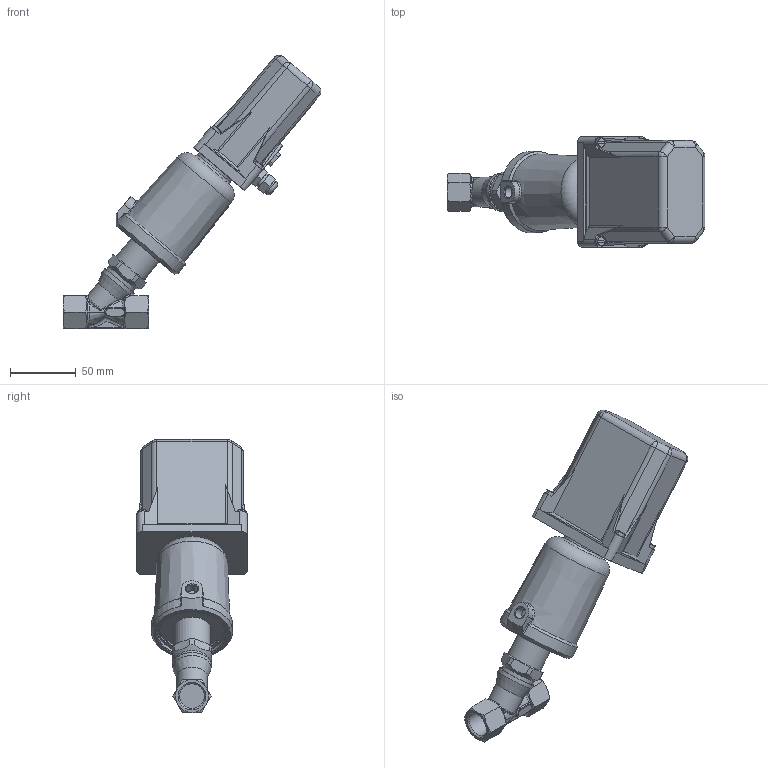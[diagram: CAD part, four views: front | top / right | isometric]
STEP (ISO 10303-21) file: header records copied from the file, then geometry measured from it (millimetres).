
FILE_DESCRIPTION( ( 'Unknown' ), '1' );
FILE_NAME( '7010-015V102020---H2M---J.stp', 'Unknown', ( 'Unknown' ), ( 'Unknown' ), 'PSStep 17.0.49', 'Unknown', ' ' );
FILE_SCHEMA( ( 'AUTOMOTIVE_DESIGN { 1 0 10303 214 1 1 1 1 }' ) );
Length unit declared in the file: millimetre
Products named in the file (5): Assem1; DN15 Gewinde; Kopfstück DN15; Kolbenantrieb D50-NC-AufZu; El Stellungsanzeige mit Verschraubungen
Assembly tree (4 placements, depth 2):
  Assem1
    DN15 Gewinde
    Kopfstück DN15
    Kolbenantrieb D50-NC-AufZu
    El Stellungsanzeige mit Verschraubungen
Bounding box: 195.78 x 84 x 207.29 mm (x, y, z)
Volume: 585570.6 mm3; surface area: 67842.7 mm2
Topology: 4 solids, 4 shells, 398 faces, 1007 edges, 631 vertices
Faces by surface type: plane 179, cylinder 88, bspline 73, cone 32, torus 17, sphere 8, extrusion 1
Full cylindrical faces by diameter (mm): 6 x3, 7 x4, 8.57 x1, 12.5 x4, 18.63 x2, 26.5 x1, 26.7 x1, 28 x1, 29 x1, 40 x1, 52.05 x1
Entity records: 27558 total; most frequent: CARTESIAN_POINT 15645, ORIENTED_EDGE 1892, DIRECTION 1563, EDGE_CURVE 946, VERTEX_POINT 612, AXIS2_PLACEMENT_3D 575, EDGE_LOOP 454, FACE_OUTER_BOUND 423
